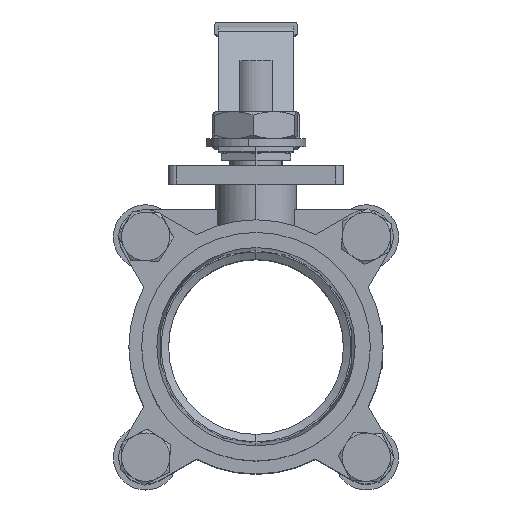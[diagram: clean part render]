
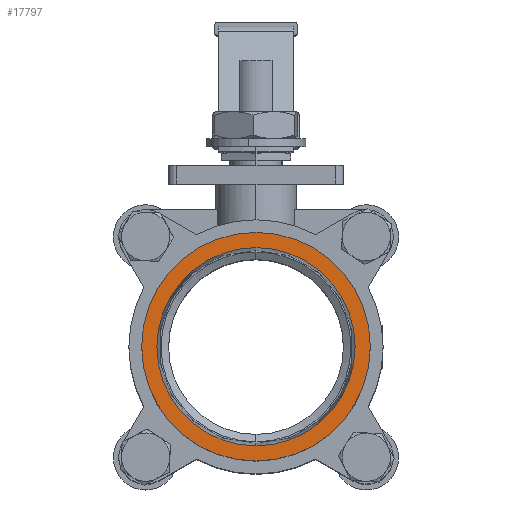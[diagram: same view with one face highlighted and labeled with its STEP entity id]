
A CAD part, top view. The second image highlights one B-rep face of the part: STEP entity #17797.
In plain terms, the highlighted planar face has unit normal (0, 0, 1).
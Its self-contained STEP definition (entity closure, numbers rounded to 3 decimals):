
#263 = AXIS2_PLACEMENT_3D ( 'NONE', #14283, #14284, #14285 ) ;
#347 = AXIS2_PLACEMENT_3D ( 'NONE', #18774, #18775, #18776 ) ;
#348 = AXIS2_PLACEMENT_3D ( 'NONE', #18778, #18779, #18780 ) ;
#467 = AXIS2_PLACEMENT_3D ( 'NONE', #16869, #16870, #16871 ) ;
#1612 = VERTEX_POINT ( 'NONE', #20145 ) ;
#1624 = VERTEX_POINT ( 'NONE', #20107 ) ;
#1905 = ORIENTED_EDGE ( 'NONE', *, *, #6632, .F. ) ;
#1906 = ORIENTED_EDGE ( 'NONE', *, *, #5810, .F. ) ;
#1907 = ORIENTED_EDGE ( 'NONE', *, *, #6934, .F. ) ;
#1908 = ORIENTED_EDGE ( 'NONE', *, *, #6631, .F. ) ;
#2327 = AXIS2_PLACEMENT_3D ( 'NONE', #2743, #2748, #2749 ) ;
#2743 = CARTESIAN_POINT ( 'NONE',  ( 0., 42.5, 82. ) ) ;
#2746 = PLANE ( 'NONE',  #2327 ) ;
#2748 = DIRECTION ( 'NONE',  ( 0., 0., 1. ) ) ;
#2749 = DIRECTION ( 'NONE',  ( 0., -1., 0. ) ) ;
#4556 = EDGE_LOOP ( 'NONE', ( #1907, #1908 ) ) ;
#4588 = EDGE_LOOP ( 'NONE', ( #1905, #1906 ) ) ;
#5810 = EDGE_CURVE ( 'NONE', #1612, #1624, #11051, .T. ) ;
#6303 = VERTEX_POINT ( 'NONE', #13077 ) ;
#6306 = VERTEX_POINT ( 'NONE', #13080 ) ;
#6631 = EDGE_CURVE ( 'NONE', #6303, #6306, #19076, .T. ) ;
#6632 = EDGE_CURVE ( 'NONE', #1624, #1612, #19078, .T. ) ;
#6934 = EDGE_CURVE ( 'NONE', #6306, #6303, #19452, .T. ) ;
#11051 = CIRCLE ( 'NONE', #263, 36.853 ) ;
#13077 = CARTESIAN_POINT ( 'NONE',  ( 0., -42.5, 82. ) ) ;
#13080 = CARTESIAN_POINT ( 'NONE',  ( 0., 42.5, 82. ) ) ;
#14283 = CARTESIAN_POINT ( 'NONE',  ( 0., 0., 82. ) ) ;
#14284 = DIRECTION ( 'NONE',  ( 0., 0., 1. ) ) ;
#14285 = DIRECTION ( 'NONE',  ( 0., -1., 0. ) ) ;
#16869 = CARTESIAN_POINT ( 'NONE',  ( 0., 0., 82. ) ) ;
#16870 = DIRECTION ( 'NONE',  ( 0., 0., -1. ) ) ;
#16871 = DIRECTION ( 'NONE',  ( 0., 1., 0. ) ) ;
#17797 = ADVANCED_FACE ( 'NONE', ( #19857, #19868 ), #2746, .T. ) ;
#18774 = CARTESIAN_POINT ( 'NONE',  ( 0., 0., 82. ) ) ;
#18775 = DIRECTION ( 'NONE',  ( 0., 0., -1. ) ) ;
#18776 = DIRECTION ( 'NONE',  ( 0., 1., 0. ) ) ;
#18778 = CARTESIAN_POINT ( 'NONE',  ( 0., 0., 82. ) ) ;
#18779 = DIRECTION ( 'NONE',  ( 0., 0., 1. ) ) ;
#18780 = DIRECTION ( 'NONE',  ( 0., -1., 0. ) ) ;
#19076 = CIRCLE ( 'NONE', #347, 42.5 ) ;
#19078 = CIRCLE ( 'NONE', #348, 36.853 ) ;
#19452 = CIRCLE ( 'NONE', #467, 42.5 ) ;
#19857 = FACE_BOUND ( 'NONE', #4588, .T. ) ;
#19868 = FACE_OUTER_BOUND ( 'NONE', #4556, .T. ) ;
#20107 = CARTESIAN_POINT ( 'NONE',  ( 0., -36.853, 82. ) ) ;
#20145 = CARTESIAN_POINT ( 'NONE',  ( 0., 36.852, 82. ) ) ;
